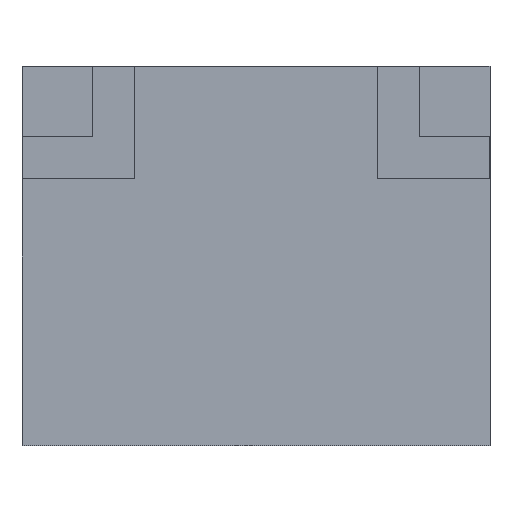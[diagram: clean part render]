
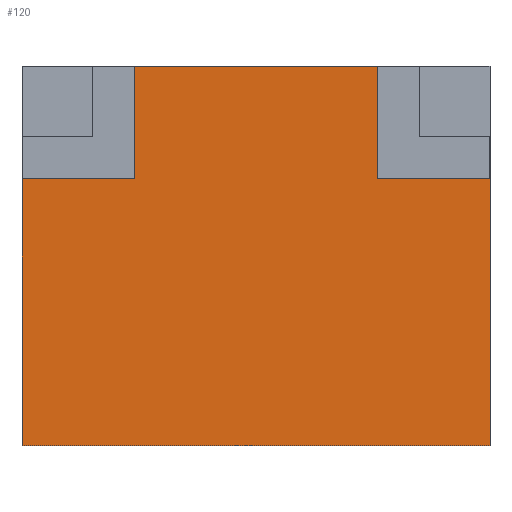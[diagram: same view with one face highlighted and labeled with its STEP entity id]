
A CAD part, left-side view. The second image highlights one B-rep face of the part: STEP entity #120.
In plain terms, the highlighted planar face has unit normal (-1, 0, 0).
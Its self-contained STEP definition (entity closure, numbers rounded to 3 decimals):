
#120=ADVANCED_FACE('',(#3043),#3045,.F.);
#3043=FACE_BOUND('',#3044,.T.);
#3044=EDGE_LOOP('',(#7177,#7178,#7179,#7180,#7181,#7182,#7183,#7184));
#3045=PLANE('',#3046);
#3046=AXIS2_PLACEMENT_3D('',#3047,#3048,#3049);
#3047=CARTESIAN_POINT('',(-2.,-5.,8.1));
#3048=DIRECTION('',(1.,0.,0.));
#3049=DIRECTION('',(0.,0.,-1.));
#7177=ORIENTED_EDGE('',*,*,#8888,.F.);
#7178=ORIENTED_EDGE('',*,*,#8889,.F.);
#7179=ORIENTED_EDGE('',*,*,#8890,.F.);
#7180=ORIENTED_EDGE('',*,*,#8879,.T.);
#7181=ORIENTED_EDGE('',*,*,#8891,.T.);
#7182=ORIENTED_EDGE('',*,*,#8892,.F.);
#7183=ORIENTED_EDGE('',*,*,#8893,.F.);
#7184=ORIENTED_EDGE('',*,*,#8894,.F.);
#8879=EDGE_CURVE('',#9962,#9960,#9963,.T.);
#8888=EDGE_CURVE('',#9979,#9980,#9981,.T.);
#8889=EDGE_CURVE('',#9982,#9979,#9983,.T.);
#8890=EDGE_CURVE('',#9962,#9982,#9984,.T.);
#8891=EDGE_CURVE('',#9960,#9985,#9986,.T.);
#8892=EDGE_CURVE('',#9987,#9985,#9988,.T.);
#8893=EDGE_CURVE('',#9989,#9987,#9990,.T.);
#8894=EDGE_CURVE('',#9980,#9989,#9991,.T.);
#9960=VERTEX_POINT('',#13720);
#9962=VERTEX_POINT('',#13724);
#9963=LINE('',#13725,#13726);
#9979=VERTEX_POINT('',#13759);
#9980=VERTEX_POINT('',#13760);
#9981=LINE('',#13761,#13762);
#9982=VERTEX_POINT('',#13764);
#9983=LINE('',#13765,#13766);
#9984=LINE('',#13768,#13769);
#9985=VERTEX_POINT('',#13771);
#9986=LINE('',#13772,#13773);
#9987=VERTEX_POINT('',#13775);
#9988=LINE('',#13776,#13777);
#9989=VERTEX_POINT('',#13779);
#9990=LINE('',#13780,#13781);
#9991=LINE('',#13783,#13784);
#13720=CARTESIAN_POINT('',(-2.,5.,0.));
#13724=CARTESIAN_POINT('',(-2.,5.,5.7));
#13725=CARTESIAN_POINT('',(-2.,5.,5.7));
#13726=VECTOR('',#13727,1.);
#13727=DIRECTION('',(0.,0.,-1.));
#13759=CARTESIAN_POINT('',(-2.,2.6,8.1));
#13760=CARTESIAN_POINT('',(-2.,-2.6,8.1));
#13761=CARTESIAN_POINT('',(-2.,2.6,8.1));
#13762=VECTOR('',#13763,1.);
#13763=DIRECTION('',(0.,-1.,0.));
#13764=CARTESIAN_POINT('',(-2.,2.6,5.7));
#13765=CARTESIAN_POINT('',(-2.,2.6,5.7));
#13766=VECTOR('',#13767,1.);
#13767=DIRECTION('',(0.,0.,1.));
#13768=CARTESIAN_POINT('',(-2.,5.,5.7));
#13769=VECTOR('',#13770,1.);
#13770=DIRECTION('',(0.,-1.,0.));
#13771=CARTESIAN_POINT('',(-2.,-5.,0.));
#13772=CARTESIAN_POINT('',(-2.,5.,0.));
#13773=VECTOR('',#13774,1.);
#13774=DIRECTION('',(0.,-1.,0.));
#13775=CARTESIAN_POINT('',(-2.,-5.,5.7));
#13776=CARTESIAN_POINT('',(-2.,-5.,5.7));
#13777=VECTOR('',#13778,1.);
#13778=DIRECTION('',(0.,0.,-1.));
#13779=CARTESIAN_POINT('',(-2.,-2.6,5.7));
#13780=CARTESIAN_POINT('',(-2.,-2.6,5.7));
#13781=VECTOR('',#13782,1.);
#13782=DIRECTION('',(0.,-1.,0.));
#13783=CARTESIAN_POINT('',(-2.,-2.6,8.1));
#13784=VECTOR('',#13785,1.);
#13785=DIRECTION('',(0.,0.,-1.));
